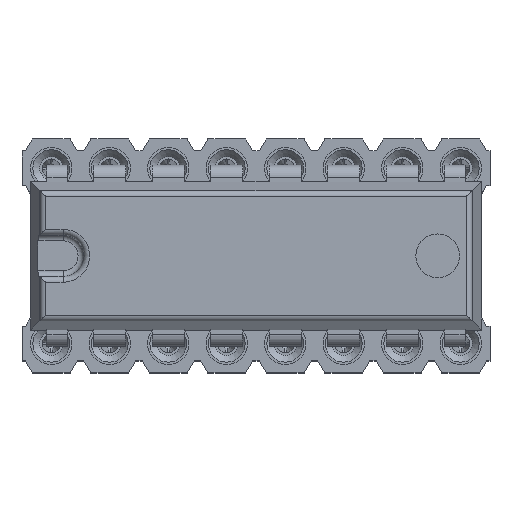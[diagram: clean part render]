
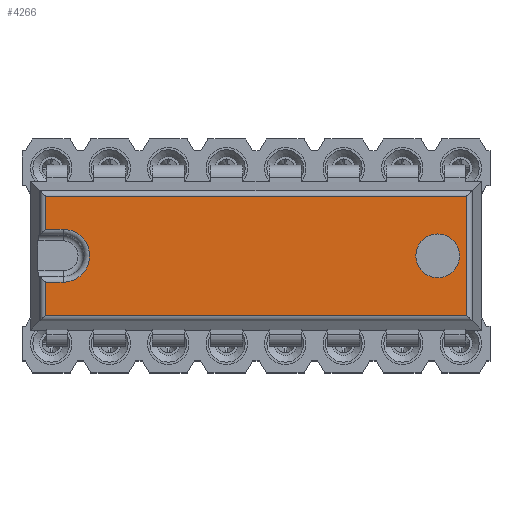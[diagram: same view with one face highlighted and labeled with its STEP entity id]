
A CAD part, top view. The second image highlights one B-rep face of the part: STEP entity #4266.
In plain terms, the highlighted planar face has unit normal (0, 0, 1).
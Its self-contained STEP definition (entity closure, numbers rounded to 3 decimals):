
#4266=ADVANCED_FACE('',(#9726,#9728),#9730,.T.);
#9726=FACE_BOUND('',#9727,.T.);
#9727=EDGE_LOOP('',(#13185,#13186,#13187,#13188,#13189,#13190,#13191,#13192));
#9728=FACE_BOUND('',#9729,.T.);
#9729=EDGE_LOOP('',(#13193));
#9730=PLANE('',#9731);
#9731=AXIS2_PLACEMENT_3D('',#9732,#9733,#9734);
#9732=CARTESIAN_POINT('',(0.,0.,3.9));
#9733=DIRECTION('',(0.,0.,1.));
#9734=DIRECTION('',(1.,0.,0.));
#13185=ORIENTED_EDGE('',*,*,#15341,.T.);
#13186=ORIENTED_EDGE('',*,*,#15349,.T.);
#13187=ORIENTED_EDGE('',*,*,#15347,.T.);
#13188=ORIENTED_EDGE('',*,*,#15346,.T.);
#13189=ORIENTED_EDGE('',*,*,#15332,.T.);
#13190=ORIENTED_EDGE('',*,*,#15330,.T.);
#13191=ORIENTED_EDGE('',*,*,#15328,.T.);
#13192=ORIENTED_EDGE('',*,*,#15344,.T.);
#13193=ORIENTED_EDGE('',*,*,#15350,.T.);
#15328=EDGE_CURVE('',#17383,#17381,#17384,.T.);
#15330=EDGE_CURVE('',#17386,#17383,#17387,.T.);
#15332=EDGE_CURVE('',#17389,#17386,#17390,.T.);
#15341=EDGE_CURVE('',#17403,#17404,#17405,.F.);
#15344=EDGE_CURVE('',#17381,#17403,#17408,.T.);
#15346=EDGE_CURVE('',#17409,#17389,#17411,.T.);
#15347=EDGE_CURVE('',#17412,#17409,#17413,.F.);
#15349=EDGE_CURVE('',#17404,#17412,#17415,.F.);
#15350=EDGE_CURVE('',#17416,#17416,#17417,.F.);
#17381=VERTEX_POINT('',#23025);
#17383=VERTEX_POINT('',#23030);
#17384=LINE('',#23031,#23032);
#17386=VERTEX_POINT('',#23038);
#17387=LINE('',#23039,#23040);
#17389=VERTEX_POINT('',#23046);
#17390=LINE('',#23047,#23048);
#17403=VERTEX_POINT('',#23082);
#17404=VERTEX_POINT('',#23083);
#17405=LINE('',#23084,#23085);
#17408=LINE('',#23095,#23096);
#17409=VERTEX_POINT('',#23098);
#17411=LINE('',#23103,#23104);
#17412=VERTEX_POINT('',#23106);
#17413=LINE('',#23107,#23108);
#17415=CIRCLE('',#23114,1.15);
#17416=VERTEX_POINT('',#23118);
#17417=CIRCLE('',#23119,0.95);
#23025=CARTESIAN_POINT('',(-0.251,6.396,3.9));
#23030=CARTESIAN_POINT('',(18.031,6.396,3.9));
#23031=CARTESIAN_POINT('',(18.031,6.396,3.9));
#23032=VECTOR('',#23033,1.);
#23033=DIRECTION('',(-1.,0.,0.));
#23038=CARTESIAN_POINT('',(18.031,1.224,3.9));
#23039=CARTESIAN_POINT('',(18.031,1.224,3.9));
#23040=VECTOR('',#23041,1.);
#23041=DIRECTION('',(0.,1.,0.));
#23046=CARTESIAN_POINT('',(-0.251,1.224,3.9));
#23047=CARTESIAN_POINT('',(-0.251,1.224,3.9));
#23048=VECTOR('',#23049,1.);
#23049=DIRECTION('',(1.,0.,0.));
#23082=CARTESIAN_POINT('',(-0.251,4.96,3.9));
#23083=CARTESIAN_POINT('',(0.515,4.96,3.9));
#23084=CARTESIAN_POINT('',(0.515,4.96,3.9));
#23085=VECTOR('',#23086,1.);
#23086=DIRECTION('',(-1.,0.,0.));
#23095=CARTESIAN_POINT('',(-0.251,6.396,3.9));
#23096=VECTOR('',#23097,1.);
#23097=DIRECTION('',(0.,-1.,0.));
#23098=CARTESIAN_POINT('',(-0.251,2.66,3.9));
#23103=CARTESIAN_POINT('',(-0.251,2.66,3.9));
#23104=VECTOR('',#23105,1.);
#23105=DIRECTION('',(0.,-1.,0.));
#23106=CARTESIAN_POINT('',(0.515,2.66,3.9));
#23107=CARTESIAN_POINT('',(-0.251,2.66,3.9));
#23108=VECTOR('',#23109,1.);
#23109=DIRECTION('',(1.,0.,0.));
#23114=AXIS2_PLACEMENT_3D('',#23115,#23116,#23117);
#23115=CARTESIAN_POINT('',(0.515,3.81,3.9));
#23116=DIRECTION('',(-0.,0.,1.));
#23117=DIRECTION('',(0.,-1.,0.));
#23118=CARTESIAN_POINT('',(17.73,3.81,3.9));
#23119=AXIS2_PLACEMENT_3D('',#23120,#23121,#23122);
#23120=CARTESIAN_POINT('',(16.78,3.81,3.9));
#23121=DIRECTION('',(0.,0.,1.));
#23122=DIRECTION('',(1.,0.,0.));
